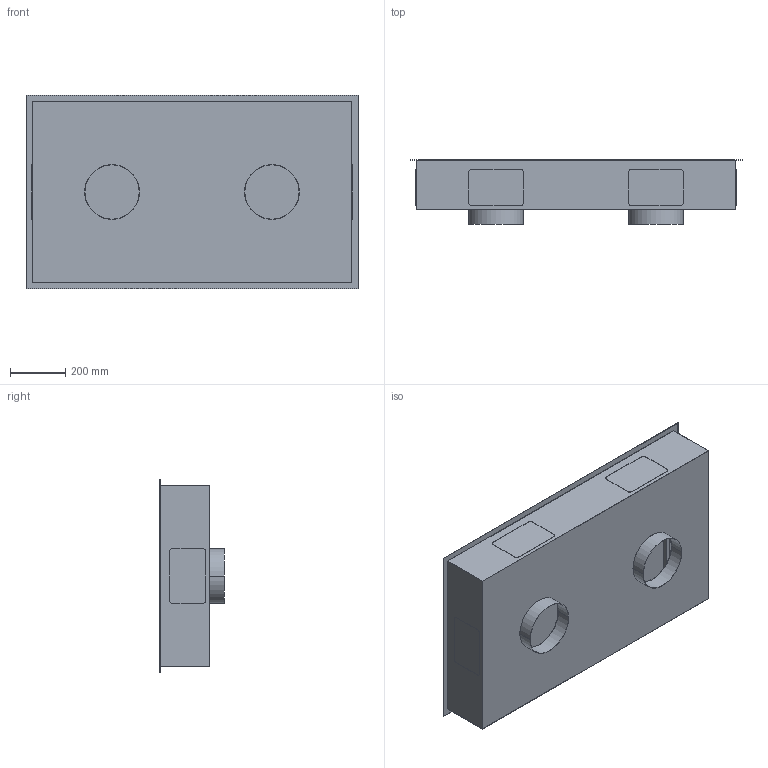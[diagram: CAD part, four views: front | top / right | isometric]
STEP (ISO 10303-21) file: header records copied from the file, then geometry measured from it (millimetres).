
FILE_DESCRIPTION((''),'2;1');
FILE_NAME('SCC1200-S','2021-02-12T',('seona'),(''),'CREO PARAMETRIC BY PTC INC, 2016260','CREO PARAMETRIC BY PTC INC, 2016260','');
FILE_SCHEMA(('CONFIG_CONTROL_DESIGN'));
Length unit declared in the file: millimetre
Products named in the file (1): SCC1200-S
Bounding box: 1200 x 232 x 700 mm (x, y, z)
Volume: 21170088.3 mm3; surface area: 4779621.9 mm2
Topology: 9 solids, 9 shells, 145 faces, 348 edges, 232 vertices
Faces by surface type: plane 101, cylinder 44
Entity records: 4252 total; most frequent: DIRECTION 726, CARTESIAN_POINT 725, ORIENTED_EDGE 696, EDGE_CURVE 348, VECTOR 260, LINE 260, AXIS2_PLACEMENT_3D 233, VERTEX_POINT 232
